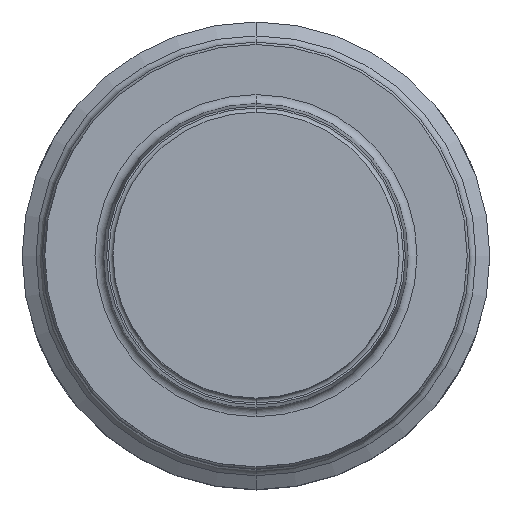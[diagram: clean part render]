
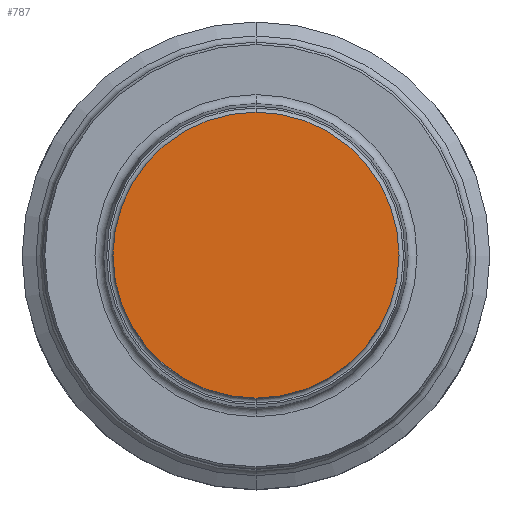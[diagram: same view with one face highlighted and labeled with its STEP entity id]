
A CAD part, top view. The second image highlights one B-rep face of the part: STEP entity #787.
In plain terms, the highlighted face is planar.
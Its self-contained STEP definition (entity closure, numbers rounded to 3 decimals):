
#362=CARTESIAN_POINT('',(0.,0.,-6.65));
#363=DIRECTION('',(0.,0.,1.));
#364=DIRECTION('',(0.,1.,0.));
#365=AXIS2_PLACEMENT_3D('',#362,#363,#364);
#370=CARTESIAN_POINT('',(0.,0.,-6.65));
#371=DIRECTION('',(0.,0.,-1.));
#372=DIRECTION('',(0.,1.,0.));
#373=AXIS2_PLACEMENT_3D('',#370,#371,#372);
#382=CARTESIAN_POINT('',(0.,3.18,-6.65));
#384=VERTEX_POINT('',#382);
#408=CARTESIAN_POINT('',(0.,-3.18,-6.65));
#410=VERTEX_POINT('',#408);
#778=CARTESIAN_POINT('',(0.,0.,-6.65));
#779=DIRECTION('',(0.,0.,-1.));
#780=DIRECTION('',(0.,-1.,0.));
#781=AXIS2_PLACEMENT_3D('',#778,#779,#780);
#782=PLANE('',#781);
#783=ORIENTED_EDGE('',*,*,#760,.T.);
#784=ORIENTED_EDGE('',*,*,#771,.F.);
#785=EDGE_LOOP('',(#783,#784));
#786=FACE_OUTER_BOUND('',#785,.F.);
#787=ADVANCED_FACE('',(#786),#782,.T.);
#366=CIRCLE('',#365,3.18);
#374=CIRCLE('',#373,3.18);
#760=EDGE_CURVE('',#384,#410,#366,.T.);
#771=EDGE_CURVE('',#384,#410,#374,.T.);
